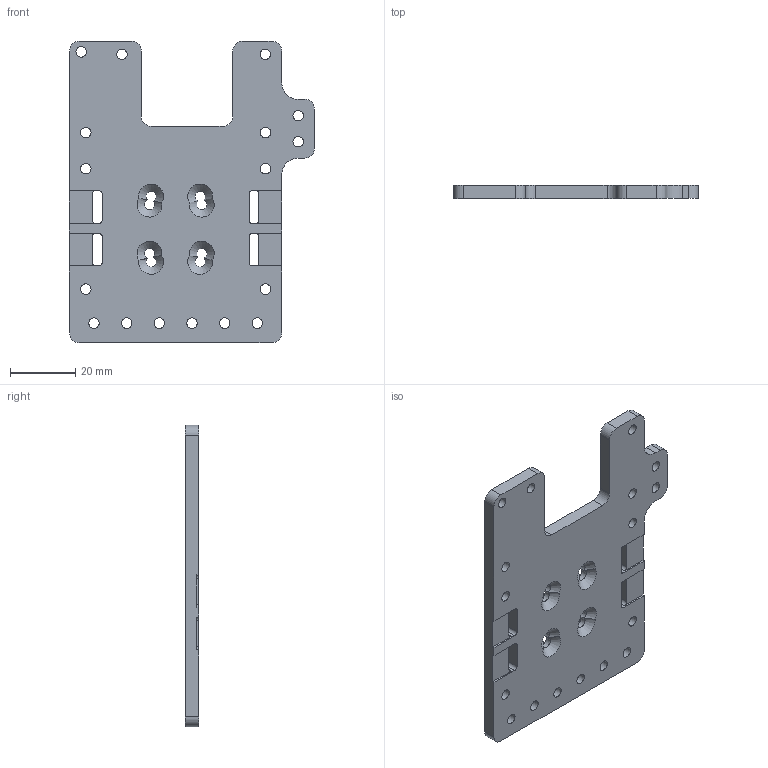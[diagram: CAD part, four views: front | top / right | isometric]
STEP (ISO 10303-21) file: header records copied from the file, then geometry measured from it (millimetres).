
FILE_DESCRIPTION(/* description */ (''),/* implementation_level */ '2;1');
FILE_NAME(/* name */ 'Extruder carriage (after DAB).step',/* time_stamp */ '2023-11-14T11:28:00+08:00',/* author */ (''),/* organization */ (''),/* preprocessor_version */ 'ST-DEVELOPER v20',/* originating_system */ 'Autodesk Translation Framework v12.14.0.127',/* authorisation */ '');
FILE_SCHEMA (('AUTOMOTIVE_DESIGN { 1 0 10303 214 3 1 1 }'));
Length unit declared in the file: millimetre
Products named in the file (1): Extruder carriage (after DAB)
Bounding box: 75 x 4 x 92.25 mm (x, y, z)
Volume: 20197.1 mm3; surface area: 13001.9 mm2
Topology: 1 solids, 1 shells, 95 faces, 283 edges, 186 vertices
Faces by surface type: cylinder 53, plane 34, cone 8
Full cylindrical faces by diameter (mm): 3.2 x17
Entity records: 3384 total; most frequent: CARTESIAN_POINT 605, DIRECTION 581, ORIENTED_EDGE 566, EDGE_CURVE 283, AXIS2_PLACEMENT_3D 210, VERTEX_POINT 186, LINE 161, VECTOR 161
